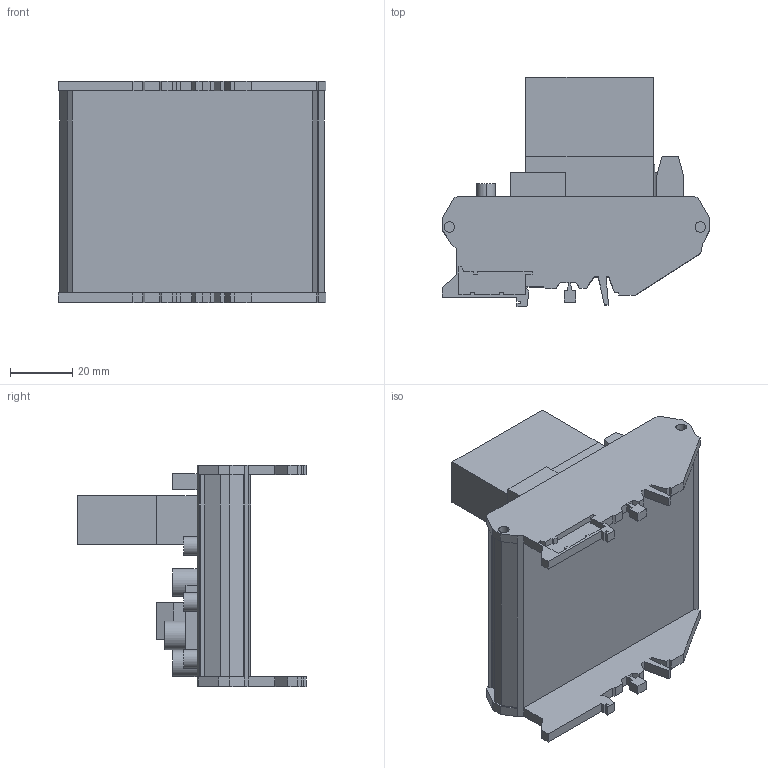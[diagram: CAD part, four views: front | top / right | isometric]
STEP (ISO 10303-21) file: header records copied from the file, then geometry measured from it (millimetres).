
FILE_DESCRIPTION (( 'STEP AP214' ), '1' );
FILE_NAME ('SRAQ-D133_3D.STEP', '2022-05-02T16:28:25', ( '' ), ( '' ), 'SwSTEP 2.0', 'SolidWorks 2021', '' );
FILE_SCHEMA (( 'AUTOMOTIVE_DESIGN' ));
Length unit declared in the file: inch
Products named in the file (1): SRAQ-D133_3D
Bounding box: 86 x 73.45 x 71 mm (x, y, z)
Volume: 68169.5 mm3; surface area: 46385.3 mm2
Topology: 10 solids, 11 shells, 587 faces, 1479 edges, 984 vertices
Faces by surface type: plane 487, cylinder 100
Entity records: 22573 total; most frequent: CARTESIAN_POINT 3051, ORIENTED_EDGE 2958, DIRECTION 2855, EDGE_CURVE 1479, VECTOR 1279, LINE 1279, VERTEX_POINT 984, AXIS2_PLACEMENT_3D 788
